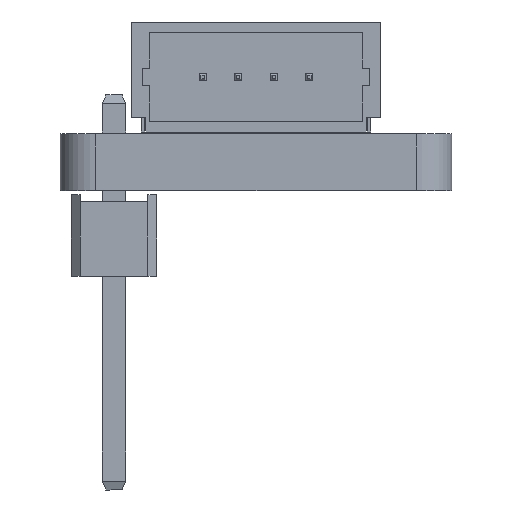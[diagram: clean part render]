
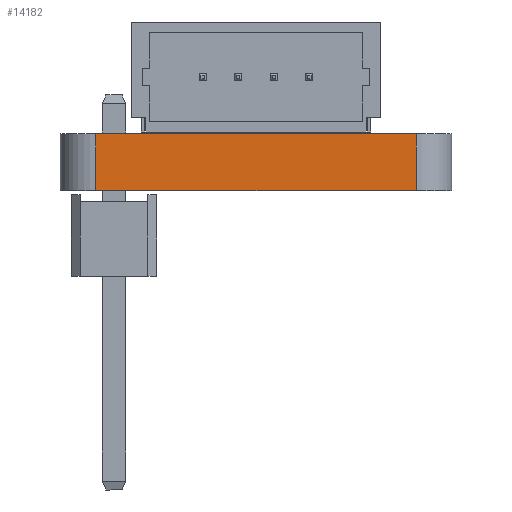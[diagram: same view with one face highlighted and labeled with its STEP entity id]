
A CAD part, left-side view. The second image highlights one B-rep face of the part: STEP entity #14182.
In plain terms, the highlighted planar face has unit normal (-1, 0, 0).
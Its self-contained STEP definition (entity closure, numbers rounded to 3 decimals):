
#13448 = CYLINDRICAL_SURFACE('',#13449,1.);
#13449 = AXIS2_PLACEMENT_3D('',#13450,#13451,#13452);
#13450 = CARTESIAN_POINT('',(1.,1.,0.));
#13451 = DIRECTION('',(-0.,-0.,-1.));
#13452 = DIRECTION('',(1.,0.,-0.));
#13476 = PLANE('',#13477);
#13477 = AXIS2_PLACEMENT_3D('',#13478,#13479,#13480);
#13478 = CARTESIAN_POINT('',(11.,5.5,1.6));
#13479 = DIRECTION('',(0.,0.,1.));
#13480 = DIRECTION('',(1.,0.,-0.));
#13530 = PLANE('',#13531);
#13531 = AXIS2_PLACEMENT_3D('',#13532,#13533,#13534);
#13532 = CARTESIAN_POINT('',(11.,5.5,0.));
#13533 = DIRECTION('',(0.,0.,1.));
#13534 = DIRECTION('',(1.,0.,-0.));
#13545 = EDGE_CURVE('',#13546,#13548,#13550,.T.);
#13546 = VERTEX_POINT('',#13547);
#13547 = CARTESIAN_POINT('',(0.,1.,0.));
#13548 = VERTEX_POINT('',#13549);
#13549 = CARTESIAN_POINT('',(0.,1.,1.6));
#13550 = SURFACE_CURVE('',#13551,(#13555,#13562),.PCURVE_S1.);
#13551 = LINE('',#13552,#13553);
#13552 = CARTESIAN_POINT('',(0.,1.,0.));
#13553 = VECTOR('',#13554,1.);
#13554 = DIRECTION('',(0.,0.,1.));
#13555 = PCURVE('',#13448,#13556);
#13556 = DEFINITIONAL_REPRESENTATION('',(#13557),#13561);
#13557 = LINE('',#13558,#13559);
#13558 = CARTESIAN_POINT('',(-3.142,0.));
#13559 = VECTOR('',#13560,1.);
#13560 = DIRECTION('',(-0.,-1.));
#13561 = ( GEOMETRIC_REPRESENTATION_CONTEXT(2) 
PARAMETRIC_REPRESENTATION_CONTEXT() REPRESENTATION_CONTEXT('2D SPACE',''
  ) );
#13562 = PCURVE('',#13563,#13568);
#13563 = PLANE('',#13564);
#13564 = AXIS2_PLACEMENT_3D('',#13565,#13566,#13567);
#13565 = CARTESIAN_POINT('',(0.,10.,0.));
#13566 = DIRECTION('',(1.,0.,-0.));
#13567 = DIRECTION('',(0.,-1.,0.));
#13568 = DEFINITIONAL_REPRESENTATION('',(#13569),#13573);
#13569 = LINE('',#13570,#13571);
#13570 = CARTESIAN_POINT('',(9.,0.));
#13571 = VECTOR('',#13572,1.);
#13572 = DIRECTION('',(0.,-1.));
#13573 = ( GEOMETRIC_REPRESENTATION_CONTEXT(2) 
PARAMETRIC_REPRESENTATION_CONTEXT() REPRESENTATION_CONTEXT('2D SPACE',''
  ) );
#13784 = VERTEX_POINT('',#13785);
#13785 = CARTESIAN_POINT('',(0.,10.,0.));
#13800 = CYLINDRICAL_SURFACE('',#13801,1.);
#13801 = AXIS2_PLACEMENT_3D('',#13802,#13803,#13804);
#13802 = CARTESIAN_POINT('',(1.,10.,0.));
#13803 = DIRECTION('',(-0.,-0.,-1.));
#13804 = DIRECTION('',(1.,0.,-0.));
#13812 = EDGE_CURVE('',#13784,#13546,#13813,.T.);
#13813 = SURFACE_CURVE('',#13814,(#13818,#13825),.PCURVE_S1.);
#13814 = LINE('',#13815,#13816);
#13815 = CARTESIAN_POINT('',(0.,10.,0.));
#13816 = VECTOR('',#13817,1.);
#13817 = DIRECTION('',(0.,-1.,0.));
#13818 = PCURVE('',#13530,#13819);
#13819 = DEFINITIONAL_REPRESENTATION('',(#13820),#13824);
#13820 = LINE('',#13821,#13822);
#13821 = CARTESIAN_POINT('',(-11.,4.5));
#13822 = VECTOR('',#13823,1.);
#13823 = DIRECTION('',(0.,-1.));
#13824 = ( GEOMETRIC_REPRESENTATION_CONTEXT(2) 
PARAMETRIC_REPRESENTATION_CONTEXT() REPRESENTATION_CONTEXT('2D SPACE',''
  ) );
#13825 = PCURVE('',#13563,#13826);
#13826 = DEFINITIONAL_REPRESENTATION('',(#13827),#13831);
#13827 = LINE('',#13828,#13829);
#13828 = CARTESIAN_POINT('',(0.,0.));
#13829 = VECTOR('',#13830,1.);
#13830 = DIRECTION('',(1.,0.));
#13831 = ( GEOMETRIC_REPRESENTATION_CONTEXT(2) 
PARAMETRIC_REPRESENTATION_CONTEXT() REPRESENTATION_CONTEXT('2D SPACE',''
  ) );
#14034 = VERTEX_POINT('',#14035);
#14035 = CARTESIAN_POINT('',(0.,10.,1.6));
#14057 = EDGE_CURVE('',#14034,#13548,#14058,.T.);
#14058 = SURFACE_CURVE('',#14059,(#14063,#14070),.PCURVE_S1.);
#14059 = LINE('',#14060,#14061);
#14060 = CARTESIAN_POINT('',(0.,10.,1.6));
#14061 = VECTOR('',#14062,1.);
#14062 = DIRECTION('',(0.,-1.,0.));
#14063 = PCURVE('',#13476,#14064);
#14064 = DEFINITIONAL_REPRESENTATION('',(#14065),#14069);
#14065 = LINE('',#14066,#14067);
#14066 = CARTESIAN_POINT('',(-11.,4.5));
#14067 = VECTOR('',#14068,1.);
#14068 = DIRECTION('',(0.,-1.));
#14069 = ( GEOMETRIC_REPRESENTATION_CONTEXT(2) 
PARAMETRIC_REPRESENTATION_CONTEXT() REPRESENTATION_CONTEXT('2D SPACE',''
  ) );
#14070 = PCURVE('',#13563,#14071);
#14071 = DEFINITIONAL_REPRESENTATION('',(#14072),#14076);
#14072 = LINE('',#14073,#14074);
#14073 = CARTESIAN_POINT('',(0.,-1.6));
#14074 = VECTOR('',#14075,1.);
#14075 = DIRECTION('',(1.,0.));
#14076 = ( GEOMETRIC_REPRESENTATION_CONTEXT(2) 
PARAMETRIC_REPRESENTATION_CONTEXT() REPRESENTATION_CONTEXT('2D SPACE',''
  ) );
#14182 = ADVANCED_FACE('',(#14183),#13563,.F.);
#14183 = FACE_BOUND('',#14184,.F.);
#14184 = EDGE_LOOP('',(#14185,#14206,#14207,#14208));
#14185 = ORIENTED_EDGE('',*,*,#14186,.T.);
#14186 = EDGE_CURVE('',#13784,#14034,#14187,.T.);
#14187 = SURFACE_CURVE('',#14188,(#14192,#14199),.PCURVE_S1.);
#14188 = LINE('',#14189,#14190);
#14189 = CARTESIAN_POINT('',(0.,10.,0.));
#14190 = VECTOR('',#14191,1.);
#14191 = DIRECTION('',(0.,0.,1.));
#14192 = PCURVE('',#13563,#14193);
#14193 = DEFINITIONAL_REPRESENTATION('',(#14194),#14198);
#14194 = LINE('',#14195,#14196);
#14195 = CARTESIAN_POINT('',(0.,0.));
#14196 = VECTOR('',#14197,1.);
#14197 = DIRECTION('',(0.,-1.));
#14198 = ( GEOMETRIC_REPRESENTATION_CONTEXT(2) 
PARAMETRIC_REPRESENTATION_CONTEXT() REPRESENTATION_CONTEXT('2D SPACE',''
  ) );
#14199 = PCURVE('',#13800,#14200);
#14200 = DEFINITIONAL_REPRESENTATION('',(#14201),#14205);
#14201 = LINE('',#14202,#14203);
#14202 = CARTESIAN_POINT('',(-3.142,0.));
#14203 = VECTOR('',#14204,1.);
#14204 = DIRECTION('',(-0.,-1.));
#14205 = ( GEOMETRIC_REPRESENTATION_CONTEXT(2) 
PARAMETRIC_REPRESENTATION_CONTEXT() REPRESENTATION_CONTEXT('2D SPACE',''
  ) );
#14206 = ORIENTED_EDGE('',*,*,#14057,.T.);
#14207 = ORIENTED_EDGE('',*,*,#13545,.F.);
#14208 = ORIENTED_EDGE('',*,*,#13812,.F.);
